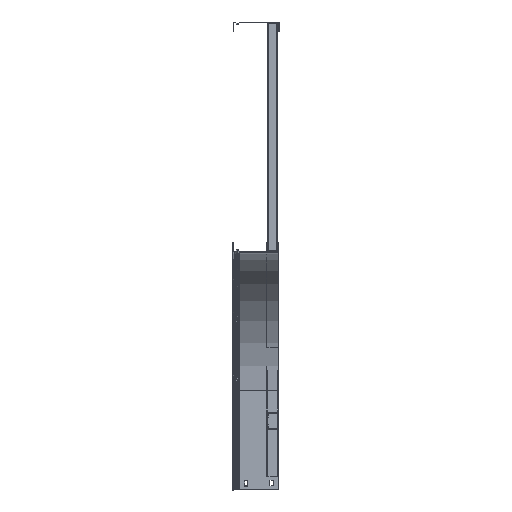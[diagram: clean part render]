
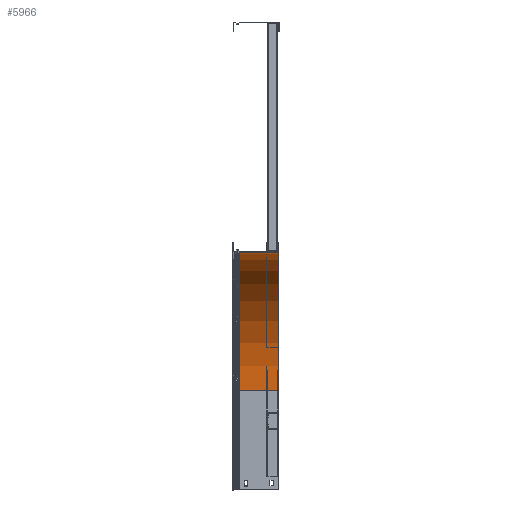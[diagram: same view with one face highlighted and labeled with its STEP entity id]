
A CAD part, left-side view. The second image highlights one B-rep face of the part: STEP entity #5966.
In plain terms, the highlighted cylindrical face has radius 300 mm (diameter 600 mm), a partial arc.
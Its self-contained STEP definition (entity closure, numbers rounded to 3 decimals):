
#420 = CARTESIAN_POINT ( 'NONE',  ( 300., 0., 0. ) ) ;
#819 = VERTEX_POINT ( 'NONE', #420 ) ;
#838 = LINE ( 'NONE', #3937, #6081 ) ;
#1245 = DIRECTION ( 'NONE',  ( 0., 0., 1. ) ) ;
#1300 = EDGE_CURVE ( 'NONE', #4526, #819, #6666, .T. ) ;
#1718 = AXIS2_PLACEMENT_3D ( 'NONE', #9810, #9017, #7198 ) ;
#2073 = ORIENTED_EDGE ( 'NONE', *, *, #1300, .T. ) ;
#2963 = ORIENTED_EDGE ( 'NONE', *, *, #8766, .T. ) ;
#3070 = VERTEX_POINT ( 'NONE', #8596 ) ;
#3157 = VERTEX_POINT ( 'NONE', #8578 ) ;
#3473 = DIRECTION ( 'NONE',  ( 1., 0., 0. ) ) ;
#3675 = CIRCLE ( 'NONE', #6752, 300. ) ;
#3937 = CARTESIAN_POINT ( 'NONE',  ( 0., 2.2, -300. ) ) ;
#4360 = ORIENTED_EDGE ( 'NONE', *, *, #6217, .T. ) ;
#4526 = VERTEX_POINT ( 'NONE', #11402 ) ;
#4640 = EDGE_CURVE ( 'NONE', #4526, #3070, #838, .T. ) ;
#4762 = CARTESIAN_POINT ( 'NONE',  ( 0., 85.525, 0. ) ) ;
#5439 = AXIS2_PLACEMENT_3D ( 'NONE', #5981, #11330, #3473 ) ;
#5966 = ADVANCED_FACE ( 'NONE', ( #9088 ), #8561, .F. ) ;
#5981 = CARTESIAN_POINT ( 'NONE',  ( 0., 0., 0. ) ) ;
#6081 = VECTOR ( 'NONE', #11084, 1000. ) ;
#6217 = EDGE_CURVE ( 'NONE', #819, #3157, #9213, .T. ) ;
#6666 = CIRCLE ( 'NONE', #5439, 300. ) ;
#6752 = AXIS2_PLACEMENT_3D ( 'NONE', #4762, #7358, #1245 ) ;
#7198 = DIRECTION ( 'NONE',  ( 0., 0., 1. ) ) ;
#7213 = DIRECTION ( 'NONE',  ( 0., 1., 0. ) ) ;
#7358 = DIRECTION ( 'NONE',  ( 0., 1., 0. ) ) ;
#7688 = ORIENTED_EDGE ( 'NONE', *, *, #4640, .F. ) ;
#8529 = EDGE_LOOP ( 'NONE', ( #4360, #2963, #7688, #2073 ) ) ;
#8561 = CYLINDRICAL_SURFACE ( 'NONE', #1718, 300. ) ;
#8578 = CARTESIAN_POINT ( 'NONE',  ( 300., 85.525, 0. ) ) ;
#8596 = CARTESIAN_POINT ( 'NONE',  ( 0., 85.525, -300. ) ) ;
#8683 = VECTOR ( 'NONE', #7213, 1000. ) ;
#8766 = EDGE_CURVE ( 'NONE', #3157, #3070, #3675, .T. ) ;
#9017 = DIRECTION ( 'NONE',  ( 0., 1., 0. ) ) ;
#9088 = FACE_OUTER_BOUND ( 'NONE', #8529, .T. ) ;
#9213 = LINE ( 'NONE', #10788, #8683 ) ;
#9810 = CARTESIAN_POINT ( 'NONE',  ( 0., 0., 0. ) ) ;
#10788 = CARTESIAN_POINT ( 'NONE',  ( 300., 2.2, 0. ) ) ;
#11084 = DIRECTION ( 'NONE',  ( 0., 1., 0. ) ) ;
#11330 = DIRECTION ( 'NONE',  ( 0., -1., 0. ) ) ;
#11402 = CARTESIAN_POINT ( 'NONE',  ( 0., 0., -300. ) ) ;
